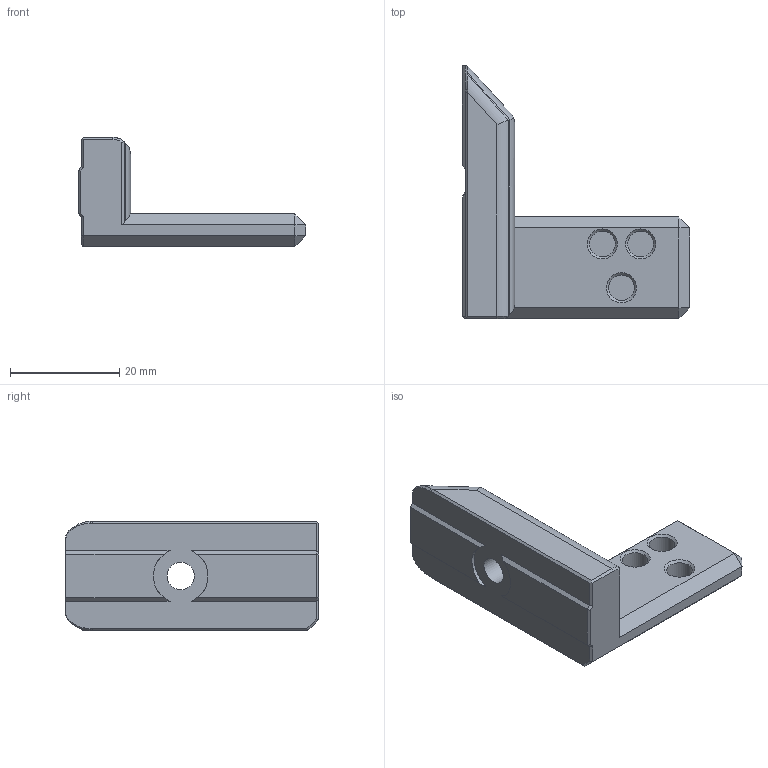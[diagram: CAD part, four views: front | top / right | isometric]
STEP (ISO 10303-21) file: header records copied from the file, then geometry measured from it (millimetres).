
FILE_DESCRIPTION(/* description */ (''),/* implementation_level */ '2;1');
FILE_NAME(/* name */ 'Y Axis_Y drag chain mount(Mirror) v2.step',/* time_stamp */ '2024-02-10T14:31:56-05:00',/* author */ (''),/* organization */ (''),/* preprocessor_version */ 'ST-DEVELOPER v20',/* originating_system */ 'Autodesk Translation Framework v12.20.1.177',/* authorisation */ '');
FILE_SCHEMA (('AUTOMOTIVE_DESIGN { 1 0 10303 214 3 1 1 }'));
Length unit declared in the file: millimetre
Products named in the file (2): Y Axis_Y drag chain mount(Mirror); Component6
Assembly tree (1 placements, depth 2):
  Y Axis_Y drag chain mount(Mirror)
    Component6
Bounding box: 41.6 x 46.3 x 20 mm (x, y, z)
Volume: 10163.2 mm3; surface area: 4418.1 mm2
Topology: 1 solids, 1 shells, 79 faces, 184 edges, 111 vertices
Faces by surface type: plane 49, cylinder 16, bspline 10, cone 4
Full cylindrical faces by diameter (mm): 4.7 x3, 5 x1, 10 x1
Entity records: 2436 total; most frequent: CARTESIAN_POINT 614, ORIENTED_EDGE 368, DIRECTION 351, EDGE_CURVE 184, LINE 129, VECTOR 129, VERTEX_POINT 111, AXIS2_PLACEMENT_3D 111
